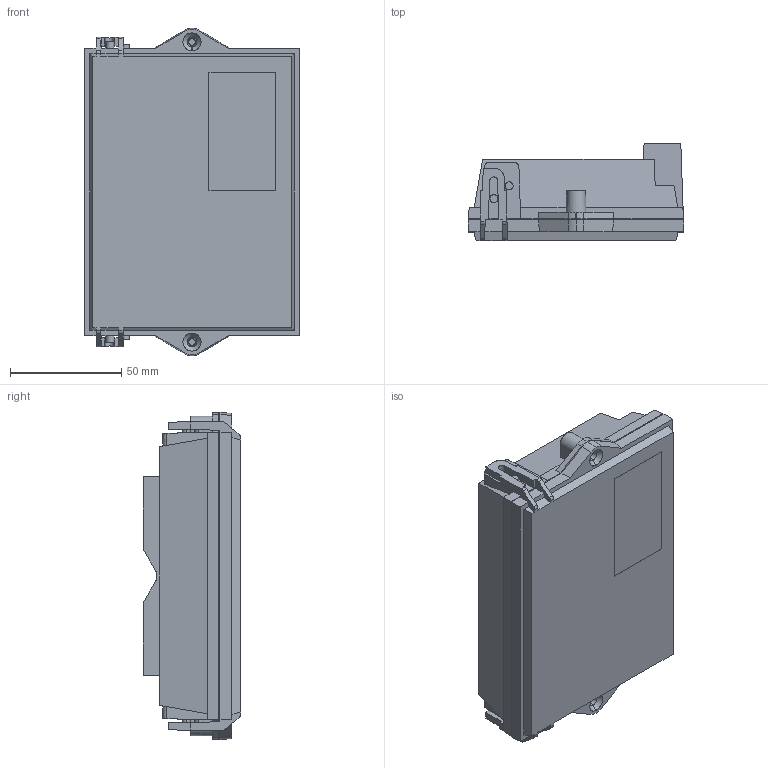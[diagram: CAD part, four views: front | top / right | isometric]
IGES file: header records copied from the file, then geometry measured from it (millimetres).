
Start section: SolidWorks IGES file using analytic representation for surfaces
Global section: file name: KM-410.IGS; native system: SolidWorks 2009; preprocessor: SolidWorks 2009; author: uki; date: 121013.111845; units: millimetre
Bounding box: 96.8 x 43.75 x 147 mm (x, y, z)
Surface area: 91046.5 mm2 (no closed solid volume)
Topology: 0 solids, 0 shells, 347 faces, 3489 edges, 3489 vertices
Faces by surface type: bspline 269, revolution 78
